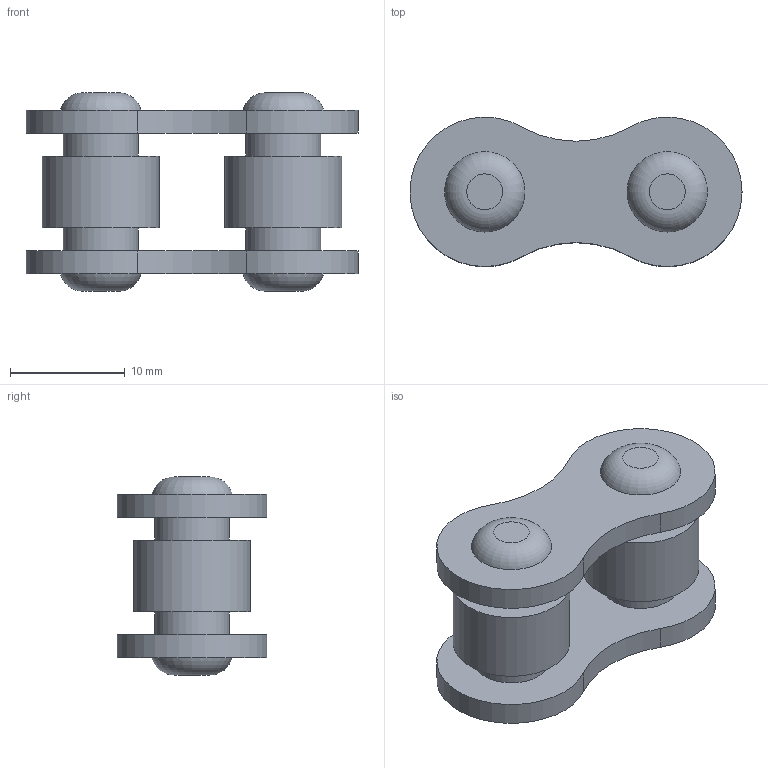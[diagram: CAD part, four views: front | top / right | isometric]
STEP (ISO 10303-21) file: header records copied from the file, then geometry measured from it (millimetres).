
FILE_DESCRIPTION(/* description */ ('CAx-IF Rec.Pracs.---Representation and Presentation of Product Manufacturing Information (PMI)---4.0---2014-10-13','CAx-IF Rec.Pracs.---3D Tessellated Geometry---0.4---2014-09-14','2;1'),/* implementation_level */ '2;1');
FILE_NAME(/* name */ 'A_Motorcycle_Chain_Unit_Outer',/* time_stamp */ '2024-04-10T10:28:17+02:00',/* author */ ('Philippe COLBACH'),/* organization */ ('ETH Zurich'),/* preprocessor_version */ 'ST-DEVELOPER v18.1',/* originating_system */ 'SIEMENS PLM Software NX 1988',/* authorisation */ $);
FILE_SCHEMA (('AP242_MANAGED_MODEL_BASED_3D_ENGINEERING_MIM_LF { 1 0 10303 442 3 1 4 }'));
Length unit declared in the file: millimetre
Products named in the file (4): A_Motorcycle_Chain_Unit_Outer; M_Motorcycle_Chain_Roller; M_Motorcycle_Chain_Pin; M_Motorcycle_Chain_Outer_Plate
Assembly tree (6 placements, depth 2):
  A_Motorcycle_Chain_Unit_Outer
    M_Motorcycle_Chain_Roller  x2
    M_Motorcycle_Chain_Pin  x2
    M_Motorcycle_Chain_Outer_Plate  x2
Bounding box: 28.88 x 13 x 17.25 mm (x, y, z)
Volume: 3723.9 mm3; surface area: 4821.4 mm2
Topology: 8 solids, 8 shells, 62 faces, 116 edges, 78 vertices
Faces by surface type: cylinder 34, plane 24, torus 4
Full cylindrical faces by diameter (mm): 5 x12, 6.5 x4, 10.16 x2
Entity records: 1395 total; most frequent: DIRECTION 288, CARTESIAN_POINT 218, AXIS2_PLACEMENT_3D 140, ORIENTED_EDGE 92, EDGE_LOOP 56, FACE_BOUND 56, EDGE_CURVE 46, VERTEX_POINT 38
